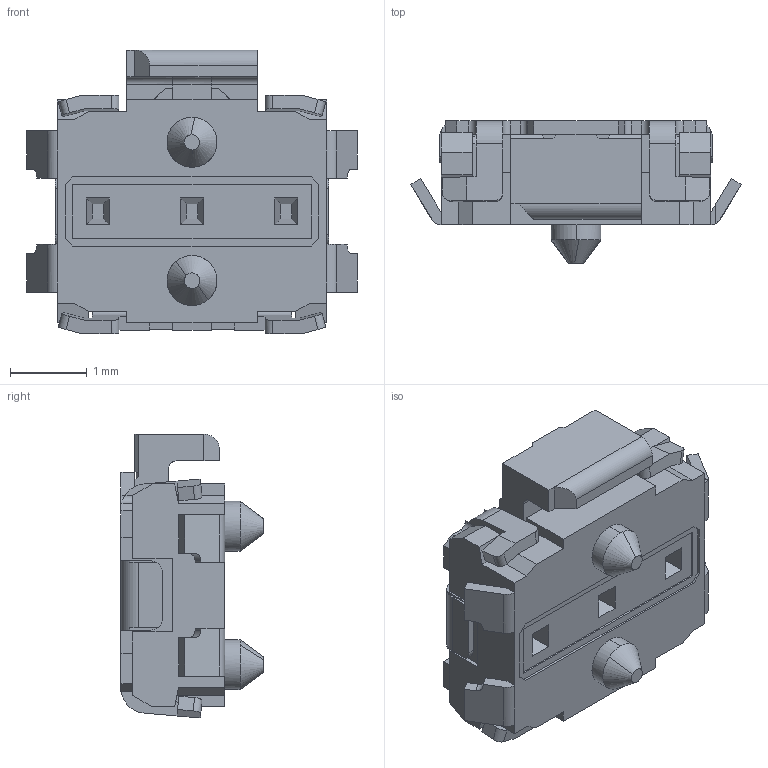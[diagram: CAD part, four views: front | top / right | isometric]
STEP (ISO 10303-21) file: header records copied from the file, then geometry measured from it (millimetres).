
FILE_DESCRIPTION (( 'STEP AP203' ), '1' );
FILE_NAME ('EVQP7D01P.STEP', '2013-07-15T23:24:59', ( '全社標準ＰＣ' ), ( 'パナソニック株式会社' ), 'SwSTEP 2.0', 'SolidWorks 2012', '' );
FILE_SCHEMA (( 'CONFIG_CONTROL_DESIGN' ));
Length unit declared in the file: millimetre
Products named in the file (1): EVQP7D01P
Bounding box: 4.3 x 1.85 x 3.69 mm (x, y, z)
Volume: 13.4 mm3; surface area: 62.9 mm2
Topology: 1 solids, 1 shells, 334 faces, 948 edges, 623 vertices
Faces by surface type: plane 272, cylinder 58, bspline 4
Entity records: 10848 total; most frequent: CARTESIAN_POINT 2091, ORIENTED_EDGE 1896, DIRECTION 1674, EDGE_CURVE 948, LINE 802, VECTOR 802, VERTEX_POINT 623, AXIS2_PLACEMENT_3D 436
